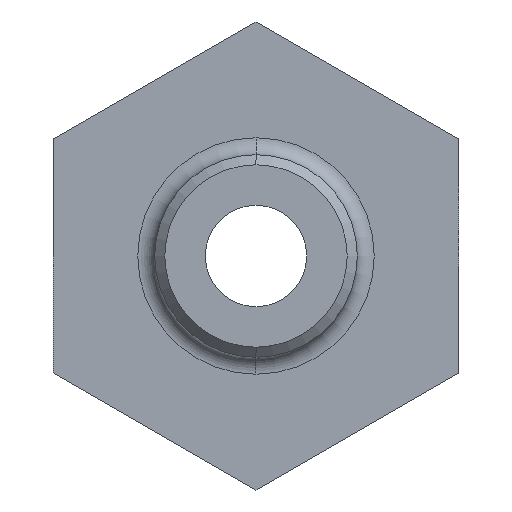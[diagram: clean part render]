
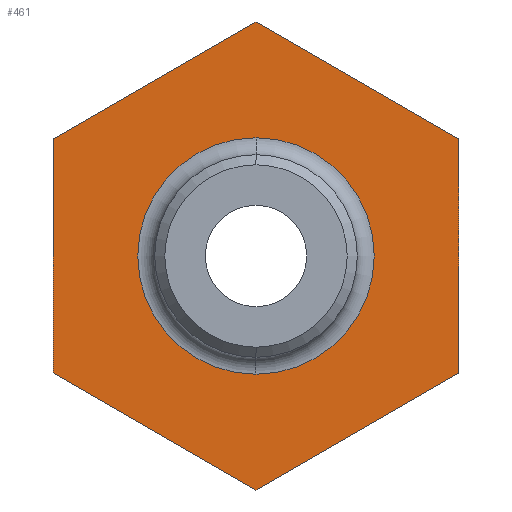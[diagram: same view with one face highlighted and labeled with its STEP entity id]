
A CAD part, front view. The second image highlights one B-rep face of the part: STEP entity #461.
In plain terms, the highlighted planar face has unit normal (0, -1, 0).
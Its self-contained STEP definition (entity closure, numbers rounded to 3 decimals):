
#1 = LINE ( 'NONE', #662, #41 ) ;
#5 = CIRCLE ( 'NONE', #100, 3.5 ) ;
#11 = LINE ( 'NONE', #682, #12 ) ;
#12 = VECTOR ( 'NONE', #681, 1000. ) ;
#41 = VECTOR ( 'NONE', #643, 1000. ) ;
#56 = EDGE_CURVE ( 'NONE', #781, #780, #158, .T. ) ;
#60 = AXIS2_PLACEMENT_3D ( 'NONE', #760, #734, #732 ) ;
#95 = AXIS2_PLACEMENT_3D ( 'NONE', #594, #584, #583 ) ;
#100 = AXIS2_PLACEMENT_3D ( 'NONE', #690, #674, #673 ) ;
#114 = EDGE_CURVE ( 'NONE', #776, #778, #11, .T. ) ;
#115 = EDGE_CURVE ( 'NONE', #772, #757, #5, .T. ) ;
#118 = EDGE_CURVE ( 'NONE', #768, #776, #143, .T. ) ;
#121 = EDGE_CURVE ( 'NONE', #778, #781, #1, .T. ) ;
#136 = EDGE_CURVE ( 'NONE', #757, #772, #320, .T. ) ;
#137 = EDGE_CURVE ( 'NONE', #780, #777, #316, .T. ) ;
#142 = ORIENTED_EDGE ( 'NONE', *, *, #114, .F. ) ;
#143 = LINE ( 'NONE', #671, #145 ) ;
#145 = VECTOR ( 'NONE', #665, 1000. ) ;
#149 = ORIENTED_EDGE ( 'NONE', *, *, #137, .F. ) ;
#150 = ORIENTED_EDGE ( 'NONE', *, *, #118, .F. ) ;
#152 = VECTOR ( 'NONE', #733, 1000. ) ;
#153 = ORIENTED_EDGE ( 'NONE', *, *, #56, .F. ) ;
#154 = ORIENTED_EDGE ( 'NONE', *, *, #121, .F. ) ;
#158 = LINE ( 'NONE', #744, #152 ) ;
#161 = ORIENTED_EDGE ( 'NONE', *, *, #115, .T. ) ;
#164 = ORIENTED_EDGE ( 'NONE', *, *, #136, .T. ) ;
#166 = ORIENTED_EDGE ( 'NONE', *, *, #436, .F. ) ;
#191 = EDGE_LOOP ( 'NONE', ( #166, #149, #153, #154, #142, #150 ) ) ;
#209 = EDGE_LOOP ( 'NONE', ( #161, #164 ) ) ;
#316 = LINE ( 'NONE', #582, #317 ) ;
#317 = VECTOR ( 'NONE', #580, 1000. ) ;
#320 = CIRCLE ( 'NONE', #95, 3.5 ) ;
#336 = LINE ( 'NONE', #527, #337 ) ;
#337 = VECTOR ( 'NONE', #525, 1000. ) ;
#375 = FACE_OUTER_BOUND ( 'NONE', #191, .T. ) ;
#377 = FACE_BOUND ( 'NONE', #209, .T. ) ;
#436 = EDGE_CURVE ( 'NONE', #777, #768, #336, .T. ) ;
#461 = ADVANCED_FACE ( 'NONE', ( #377, #375 ), #728, .T. ) ;
#513 = CARTESIAN_POINT ( 'NONE',  ( 0., 6., 6.928 ) ) ;
#525 = DIRECTION ( 'NONE',  ( 0.866, 0., 0.5 ) ) ;
#527 = CARTESIAN_POINT ( 'NONE',  ( -6., 6., 3.464 ) ) ;
#580 = DIRECTION ( 'NONE',  ( 0., 0., 1. ) ) ;
#582 = CARTESIAN_POINT ( 'NONE',  ( -6., 6., -3.464 ) ) ;
#583 = DIRECTION ( 'NONE',  ( 0., 0., -1. ) ) ;
#584 = DIRECTION ( 'NONE',  ( 0., 1., 0. ) ) ;
#594 = CARTESIAN_POINT ( 'NONE',  ( 0., 6., 0. ) ) ;
#643 = DIRECTION ( 'NONE',  ( -0.866, 0., -0.5 ) ) ;
#653 = CARTESIAN_POINT ( 'NONE',  ( 0., 6., -6.928 ) ) ;
#656 = CARTESIAN_POINT ( 'NONE',  ( -6., 6., -3.464 ) ) ;
#657 = CARTESIAN_POINT ( 'NONE',  ( 0., 6., -3.5 ) ) ;
#662 = CARTESIAN_POINT ( 'NONE',  ( 6., 6., -3.464 ) ) ;
#665 = DIRECTION ( 'NONE',  ( 0.866, 0., -0.5 ) ) ;
#671 = CARTESIAN_POINT ( 'NONE',  ( 0., 6., 6.928 ) ) ;
#672 = CARTESIAN_POINT ( 'NONE',  ( 6., 6., 3.464 ) ) ;
#673 = DIRECTION ( 'NONE',  ( 0., 0., -1. ) ) ;
#674 = DIRECTION ( 'NONE',  ( 0., 1., 0. ) ) ;
#675 = CARTESIAN_POINT ( 'NONE',  ( 6., 6., -3.464 ) ) ;
#676 = CARTESIAN_POINT ( 'NONE',  ( -6., 6., 3.464 ) ) ;
#681 = DIRECTION ( 'NONE',  ( 0., 0., -1. ) ) ;
#682 = CARTESIAN_POINT ( 'NONE',  ( 6., 6., 3.464 ) ) ;
#690 = CARTESIAN_POINT ( 'NONE',  ( 0., 6., 0. ) ) ;
#714 = CARTESIAN_POINT ( 'NONE',  ( 0., 6., 3.5 ) ) ;
#728 = PLANE ( 'NONE',  #60 ) ;
#732 = DIRECTION ( 'NONE',  ( 0., 0., -1. ) ) ;
#733 = DIRECTION ( 'NONE',  ( -0.866, 0., 0.5 ) ) ;
#734 = DIRECTION ( 'NONE',  ( 0., -1., 0. ) ) ;
#744 = CARTESIAN_POINT ( 'NONE',  ( 0., 6., -6.928 ) ) ;
#757 = VERTEX_POINT ( 'NONE', #714 ) ;
#760 = CARTESIAN_POINT ( 'NONE',  ( -6., 6., 3.464 ) ) ;
#768 = VERTEX_POINT ( 'NONE', #513 ) ;
#772 = VERTEX_POINT ( 'NONE', #657 ) ;
#776 = VERTEX_POINT ( 'NONE', #672 ) ;
#777 = VERTEX_POINT ( 'NONE', #676 ) ;
#778 = VERTEX_POINT ( 'NONE', #675 ) ;
#780 = VERTEX_POINT ( 'NONE', #656 ) ;
#781 = VERTEX_POINT ( 'NONE', #653 ) ;
